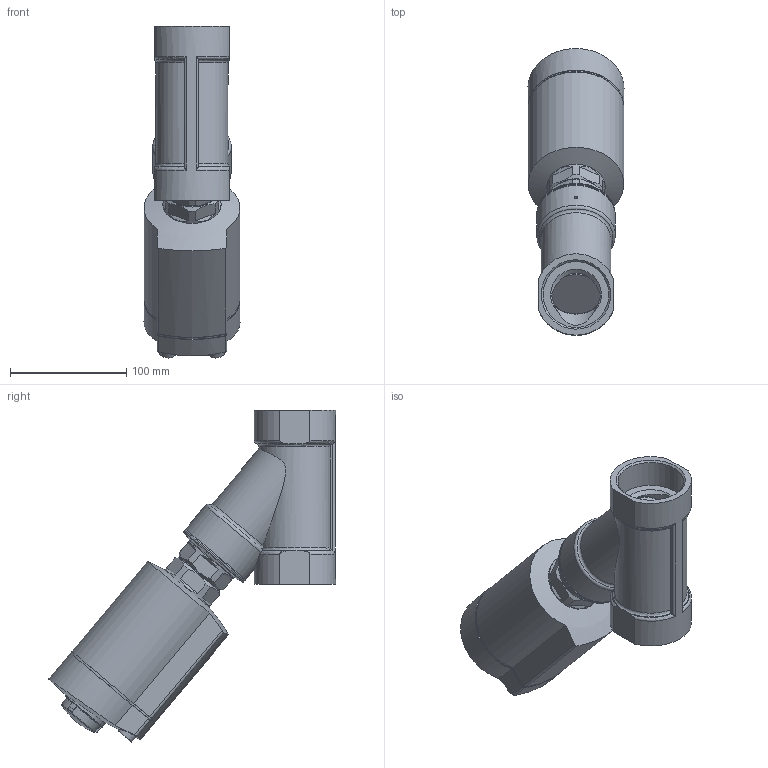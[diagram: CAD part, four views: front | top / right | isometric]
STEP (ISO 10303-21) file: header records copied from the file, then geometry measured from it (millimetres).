
FILE_DESCRIPTION(/* description */ ('STEP AP214'),/* implementation_level */ '2;1');
FILE_NAME(/* name */ '8060538_VZXA-B-TS6-50-M2-V13T-5_6-K-75-20-V4',/* time_stamp */ '2024-09-18T11:37:21+02:00',/* author */ ('License CC BY-ND 4.0'),/* organization */ ('CADENAS'),/* preprocessor_version */ 'ST-DEVELOPER v19.3',/* originating_system */ 'PARTsolutions',/* authorisation */ ' ');
FILE_SCHEMA (('AUTOMOTIVE_DESIGN {1 0 10303 214 3 1 1}'));
Length unit declared in the file: millimetre
Products named in the file (6): 8060538 VZXA-B-TS6-50-M2-V13T-5.6-K-75-20-V4---(0); 3539411 VZZA---T-S6-50-M2-V13-T; 8083963 DFPK-75-20-V4_housing---(0); 3539412 DFPK-75---(-_V4cap); 2284889 DFPK---(cover); 3465682 DFP_ec
Assembly tree (5 placements, depth 2):
  8060538 VZXA-B-TS6-50-M2-V13T-5.6-K-75-20-V4---(0)
    3539411 VZZA---T-S6-50-M2-V13-T
    8083963 DFPK-75-20-V4_housing---(0)
    3539412 DFPK-75---(-_V4cap)
    2284889 DFPK---(cover)
    3465682 DFP_ec
Bounding box: 82.59 x 246.97 x 285.6 mm (x, y, z)
Volume: 1209748.9 mm3; surface area: 184387.6 mm2
Topology: 5 solids, 5 shells, 474 faces, 1148 edges, 737 vertices
Faces by surface type: plane 183, cylinder 140, cone 82, torus 60, sphere 9
Full cylindrical faces by diameter (mm): 2.5 x2, 3 x3, 4 x2, 5.8 x2, 6 x2, 7 x2, 7.2 x2, 8.2 x1, 8.376 x1, 8.566 x2, 9.8 x1, 10 x4, 10.15 x2, 11 x1, 15 x2, 16 x4, 16.2 x1, 17 x1, 17.7 x1, 18.2 x1, 20 x1, 28 x1, 28.5 x1, 33.1 x1, 33.376 x1, 33.835 x1, 36 x1, 36.5 x1, 37 x3, 37.8 x1
Entity records: 14538 total; most frequent: CARTESIAN_POINT 3030, DIRECTION 2187, ORIENTED_EDGE 1872, AXIS2_PLACEMENT_3D 953, EDGE_CURVE 936, FACE_BOUND 705, EDGE_LOOP 702, VERTEX_POINT 693
